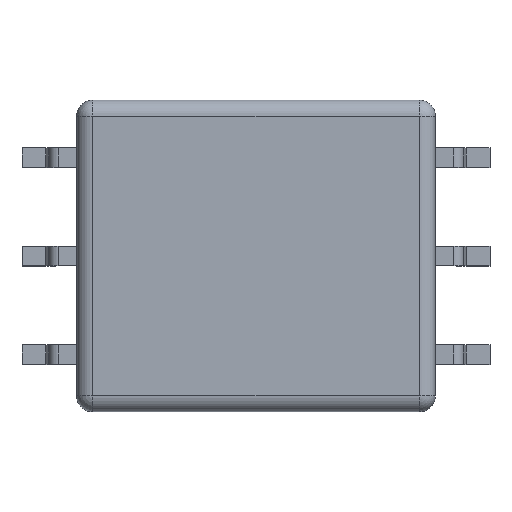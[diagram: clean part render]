
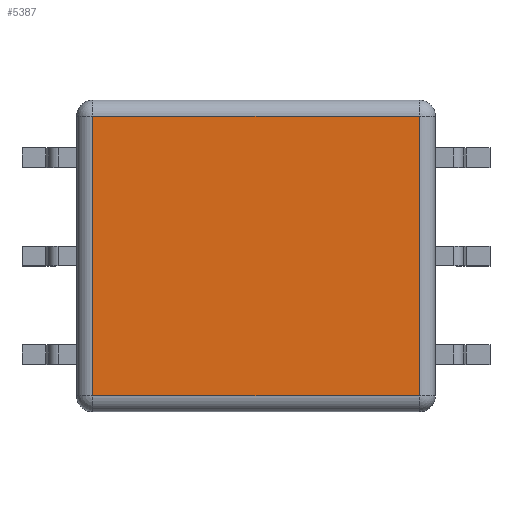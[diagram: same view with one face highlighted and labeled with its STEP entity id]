
A CAD part, top view. The second image highlights one B-rep face of the part: STEP entity #5387.
In plain terms, the highlighted face is planar.
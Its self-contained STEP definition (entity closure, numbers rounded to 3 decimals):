
#104=PLANE('',#5814);
#219=LINE('',#7466,#531);
#298=LINE('',#7750,#610);
#366=LINE('',#8012,#678);
#367=LINE('',#8014,#679);
#531=VECTOR('',#6202,1000.);
#610=VECTOR('',#6473,1000.);
#678=VECTOR('',#6711,1000.);
#679=VECTOR('',#6714,1000.);
#2047=ORIENTED_EDGE('',*,*,#2539,.T.);
#2048=ORIENTED_EDGE('',*,*,#2304,.F.);
#2049=ORIENTED_EDGE('',*,*,#2427,.F.);
#2050=ORIENTED_EDGE('',*,*,#2540,.T.);
#2304=EDGE_CURVE('',#2717,#2785,#219,.T.);
#2427=EDGE_CURVE('',#2853,#2717,#298,.T.);
#2539=EDGE_CURVE('',#2921,#2785,#366,.T.);
#2540=EDGE_CURVE('',#2853,#2921,#367,.T.);
#2717=VERTEX_POINT('',#7210);
#2785=VERTEX_POINT('',#7463);
#2853=VERTEX_POINT('',#7747);
#2921=VERTEX_POINT('',#8008);
#3234=EDGE_LOOP('',(#2047,#2048,#2049,#2050));
#3476=FACE_BOUND('',#3234,.T.);
#5387=ADVANCED_FACE('',(#3476),#104,.T.);
#5814=AXIS2_PLACEMENT_3D('',#8248,#6969,#6970);
#6202=DIRECTION('',(0.,0.,1.));
#6473=DIRECTION('',(1.,0.,0.));
#6711=DIRECTION('',(1.,0.,0.));
#6714=DIRECTION('',(0.,0.,1.));
#6969=DIRECTION('',(0.,1.,0.));
#6970=DIRECTION('',(-1.,0.,0.));
#7210=CARTESIAN_POINT('',(-18.032,0.033,9.461));
#7463=CARTESIAN_POINT('',(-18.032,0.033,16.671));
#7466=CARTESIAN_POINT('',(-18.032,0.033,13.066));
#7747=CARTESIAN_POINT('',(-26.462,0.033,9.461));
#7750=CARTESIAN_POINT('',(-22.247,0.033,9.461));
#8008=CARTESIAN_POINT('',(-26.462,0.033,16.671));
#8012=CARTESIAN_POINT('',(-22.247,0.033,16.671));
#8014=CARTESIAN_POINT('',(-26.462,0.033,13.066));
#8248=CARTESIAN_POINT('',(-22.247,0.033,13.066));
